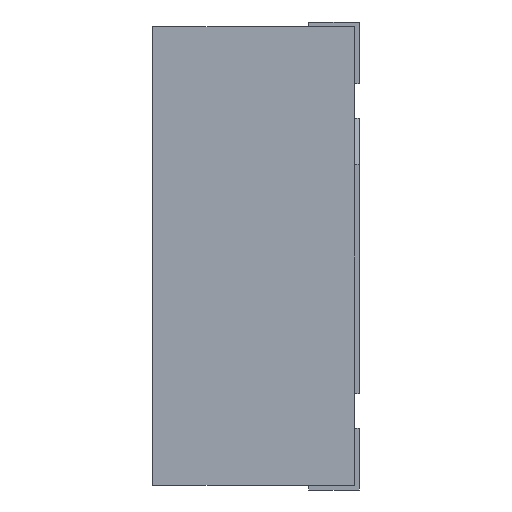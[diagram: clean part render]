
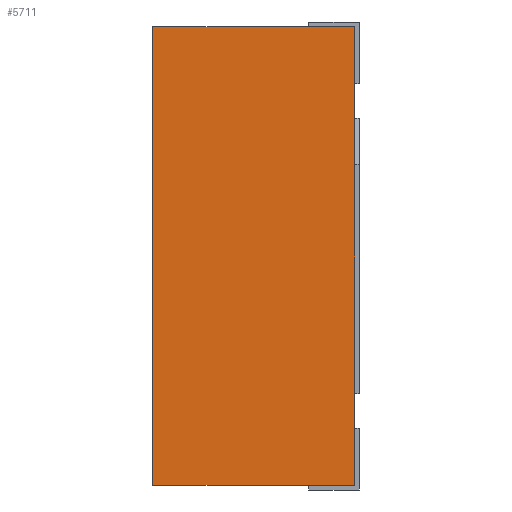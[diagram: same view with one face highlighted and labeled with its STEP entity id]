
A CAD part, left-side view. The second image highlights one B-rep face of the part: STEP entity #5711.
In plain terms, the highlighted planar face has unit normal (-1, 0, 0).
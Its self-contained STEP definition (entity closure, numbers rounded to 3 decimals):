
#96 = ORIENTED_EDGE ( 'NONE', *, *, #4508, .T. ) ;
#248 = LINE ( 'NONE', #4476, #2003 ) ;
#490 = CARTESIAN_POINT ( 'NONE',  ( -1., 0.88, -1. ) ) ;
#559 = VERTEX_POINT ( 'NONE', #490 ) ;
#654 = VECTOR ( 'NONE', #3127, 1000. ) ;
#980 = VECTOR ( 'NONE', #5668, 1000. ) ;
#986 = PLANE ( 'NONE',  #5186 ) ;
#1048 = CARTESIAN_POINT ( 'NONE',  ( -1., 0.88, 1. ) ) ;
#1082 = FACE_OUTER_BOUND ( 'NONE', #3807, .T. ) ;
#1641 = CARTESIAN_POINT ( 'NONE',  ( -1., 0., -1. ) ) ;
#2003 = VECTOR ( 'NONE', #2927, 1000. ) ;
#2308 = CARTESIAN_POINT ( 'NONE',  ( -1., 0., 1. ) ) ;
#2474 = EDGE_CURVE ( 'NONE', #559, #4429, #6873, .T. ) ;
#2493 = DIRECTION ( 'NONE',  ( 0., 0., -1. ) ) ;
#2633 = EDGE_CURVE ( 'NONE', #4429, #4301, #248, .T. ) ;
#2927 = DIRECTION ( 'NONE',  ( 0., -1., 0. ) ) ;
#3074 = CARTESIAN_POINT ( 'NONE',  ( -1., 0.88, 1. ) ) ;
#3127 = DIRECTION ( 'NONE',  ( 0., 0., 1. ) ) ;
#3580 = VERTEX_POINT ( 'NONE', #1641 ) ;
#3694 = ORIENTED_EDGE ( 'NONE', *, *, #2633, .F. ) ;
#3807 = EDGE_LOOP ( 'NONE', ( #96, #3694, #5495, #6334 ) ) ;
#4293 = DIRECTION ( 'NONE',  ( 0., 0., 1. ) ) ;
#4301 = VERTEX_POINT ( 'NONE', #5359 ) ;
#4429 = VERTEX_POINT ( 'NONE', #5471 ) ;
#4476 = CARTESIAN_POINT ( 'NONE',  ( -1., 0.88, 1. ) ) ;
#4508 = EDGE_CURVE ( 'NONE', #3580, #4301, #4829, .T. ) ;
#4829 = LINE ( 'NONE', #2308, #5719 ) ;
#5186 = AXIS2_PLACEMENT_3D ( 'NONE', #3074, #5209, #2493 ) ;
#5209 = DIRECTION ( 'NONE',  ( 1., 0., 0. ) ) ;
#5359 = CARTESIAN_POINT ( 'NONE',  ( -1., 0., 1. ) ) ;
#5471 = CARTESIAN_POINT ( 'NONE',  ( -1., 0.88, 1. ) ) ;
#5495 = ORIENTED_EDGE ( 'NONE', *, *, #2474, .F. ) ;
#5605 = LINE ( 'NONE', #5637, #980 ) ;
#5637 = CARTESIAN_POINT ( 'NONE',  ( -1., 0.88, -1. ) ) ;
#5668 = DIRECTION ( 'NONE',  ( 0., -1., 0. ) ) ;
#5711 = ADVANCED_FACE ( 'NONE', ( #1082 ), #986, .F. ) ;
#5719 = VECTOR ( 'NONE', #4293, 1000. ) ;
#6334 = ORIENTED_EDGE ( 'NONE', *, *, #6433, .T. ) ;
#6433 = EDGE_CURVE ( 'NONE', #559, #3580, #5605, .T. ) ;
#6873 = LINE ( 'NONE', #1048, #654 ) ;
